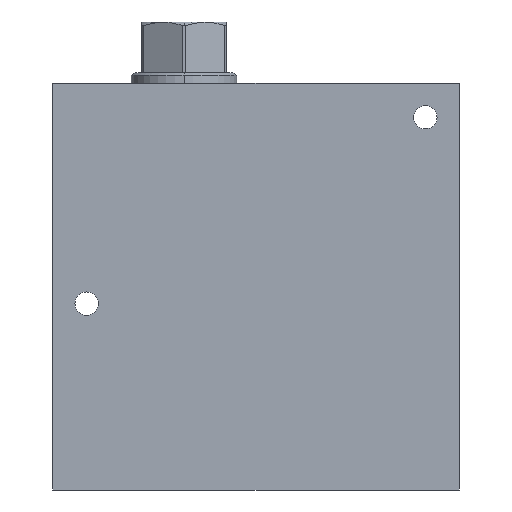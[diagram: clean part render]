
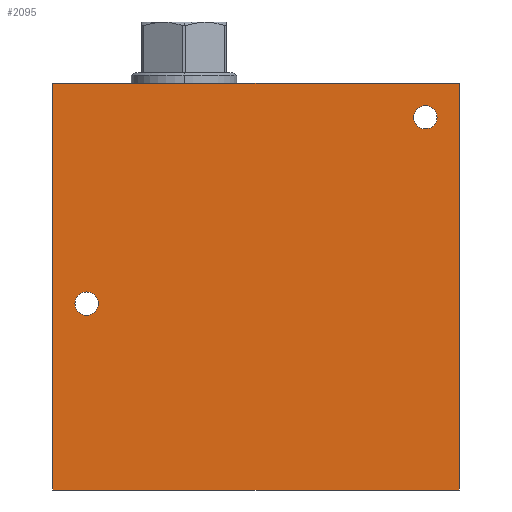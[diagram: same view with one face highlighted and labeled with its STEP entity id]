
A CAD part, front view. The second image highlights one B-rep face of the part: STEP entity #2095.
In plain terms, the highlighted planar face has unit normal (0, -1, 0).
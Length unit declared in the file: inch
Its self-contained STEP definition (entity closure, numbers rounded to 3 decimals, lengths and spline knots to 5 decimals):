
#5=DIRECTION('',(1.,0.,0.));
#6=VECTOR('',#5,6.);
#7=CARTESIAN_POINT('',(0.,-2.625,0.));
#8=LINE('',#7,#6);
#65=DIRECTION('',(0.,0.,1.));
#66=VECTOR('',#65,6.);
#67=CARTESIAN_POINT('',(6.,-2.625,0.));
#68=LINE('',#67,#66);
#99=DIRECTION('',(0.,0.,1.));
#100=VECTOR('',#99,6.);
#101=CARTESIAN_POINT('',(0.,-2.625,0.));
#102=LINE('',#101,#100);
#103=CARTESIAN_POINT('',(0.5,-2.625,2.75));
#104=DIRECTION('',(0.,1.,0.));
#105=DIRECTION('',(0.,0.,-1.));
#106=AXIS2_PLACEMENT_3D('',#103,#104,#105);
#108=CARTESIAN_POINT('',(0.5,-2.625,2.75));
#109=DIRECTION('',(0.,1.,0.));
#110=DIRECTION('',(0.,0.,1.));
#111=AXIS2_PLACEMENT_3D('',#108,#109,#110);
#113=CARTESIAN_POINT('',(5.5,-2.625,5.5));
#114=DIRECTION('',(0.,1.,0.));
#115=DIRECTION('',(0.,0.,-1.));
#116=AXIS2_PLACEMENT_3D('',#113,#114,#115);
#118=CARTESIAN_POINT('',(5.5,-2.625,5.5));
#119=DIRECTION('',(0.,1.,0.));
#120=DIRECTION('',(0.,0.,1.));
#121=AXIS2_PLACEMENT_3D('',#118,#119,#120);
#135=DIRECTION('',(1.,0.,0.));
#136=VECTOR('',#135,6.);
#137=CARTESIAN_POINT('',(0.,-2.625,6.));
#138=LINE('',#137,#136);
#1666=CARTESIAN_POINT('',(0.,-2.625,0.));
#1668=VERTEX_POINT('',#1666);
#1669=CARTESIAN_POINT('',(6.,-2.625,0.));
#1670=VERTEX_POINT('',#1669);
#1674=CARTESIAN_POINT('',(0.,-2.625,6.));
#1676=VERTEX_POINT('',#1674);
#1677=CARTESIAN_POINT('',(6.,-2.625,6.));
#1678=VERTEX_POINT('',#1677);
#1857=CARTESIAN_POINT('',(0.5,-2.625,2.578));
#1858=CARTESIAN_POINT('',(0.5,-2.625,2.922));
#1859=VERTEX_POINT('',#1857);
#1860=VERTEX_POINT('',#1858);
#1869=CARTESIAN_POINT('',(5.5,-2.625,5.328));
#1870=CARTESIAN_POINT('',(5.5,-2.625,5.672));
#1871=VERTEX_POINT('',#1869);
#1872=VERTEX_POINT('',#1870);
#2071=CARTESIAN_POINT('',(0.,-2.625,0.));
#2072=DIRECTION('',(0.,-1.,0.));
#2073=DIRECTION('',(1.,0.,0.));
#2074=AXIS2_PLACEMENT_3D('',#2071,#2072,#2073);
#2075=PLANE('',#2074);
#2076=ORIENTED_EDGE('',*,*,#1977,.F.);
#2077=ORIENTED_EDGE('',*,*,#1996,.T.);
#2079=ORIENTED_EDGE('',*,*,#2078,.T.);
#2080=ORIENTED_EDGE('',*,*,#2045,.F.);
#2081=EDGE_LOOP('',(#2076,#2077,#2079,#2080));
#2082=FACE_OUTER_BOUND('',#2081,.F.);
#2084=ORIENTED_EDGE('',*,*,#2083,.F.);
#2086=ORIENTED_EDGE('',*,*,#2085,.F.);
#2087=EDGE_LOOP('',(#2084,#2086));
#2088=FACE_BOUND('',#2087,.F.);
#2090=ORIENTED_EDGE('',*,*,#2089,.F.);
#2092=ORIENTED_EDGE('',*,*,#2091,.F.);
#2093=EDGE_LOOP('',(#2090,#2092));
#2094=FACE_BOUND('',#2093,.F.);
#2095=ADVANCED_FACE('',(#2082,#2088,#2094),#2075,.T.);
#107=CIRCLE('',#106,0.172);
#112=CIRCLE('',#111,0.172);
#117=CIRCLE('',#116,0.172);
#122=CIRCLE('',#121,0.172);
#1977=EDGE_CURVE('',#1668,#1670,#8,.T.);
#1996=EDGE_CURVE('',#1668,#1676,#102,.T.);
#2045=EDGE_CURVE('',#1670,#1678,#68,.T.);
#2078=EDGE_CURVE('',#1676,#1678,#138,.T.);
#2083=EDGE_CURVE('',#1859,#1860,#107,.T.);
#2085=EDGE_CURVE('',#1860,#1859,#112,.T.);
#2089=EDGE_CURVE('',#1871,#1872,#117,.T.);
#2091=EDGE_CURVE('',#1872,#1871,#122,.T.);
